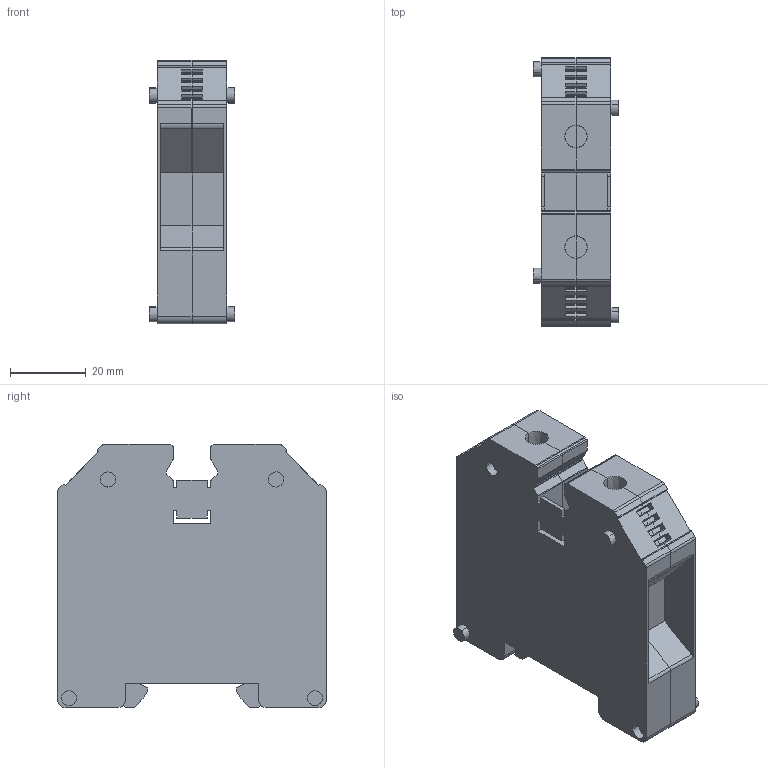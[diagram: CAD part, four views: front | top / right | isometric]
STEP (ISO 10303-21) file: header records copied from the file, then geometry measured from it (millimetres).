
FILE_DESCRIPTION(('CATIA V5 STEP Exchange','CAx-IF Rec.Pracs.--- Model Styling and Organization---1.4--- 2014-01-23'),'2;1');
FILE_NAME ('D1461272_0', '2020-04-30T05:39:57+00:00', ('none'), ('Weidmueller'), 'CATIA Version 5-6 Release 2016 SP3 HF44', 'CATIA V5 STEP AP214', 'none');
FILE_SCHEMA(('AUTOMOTIVE_DESIGN { 1 0 10303 214 1 1 1 1 }'));
Length unit declared in the file: millimetre
Products named in the file (1): 2000080000_WDU_50N_GE-SW
Bounding box: 22.5 x 71 x 69.6 mm (x, y, z)
Volume: 72050.6 mm3; surface area: 25428.1 mm2
Topology: 2 solids, 14 shells, 538 faces, 1532 edges, 1028 vertices
Faces by surface type: plane 418, cylinder 108, extrusion 12
Entity records: 17453 total; most frequent: CARTESIAN_POINT 3210, ORIENTED_EDGE 3064, DIRECTION 2411, EDGE_CURVE 1532, VECTOR 1297, LINE 1285, VERTEX_POINT 1028, AXIS2_PLACEMENT_3D 669
